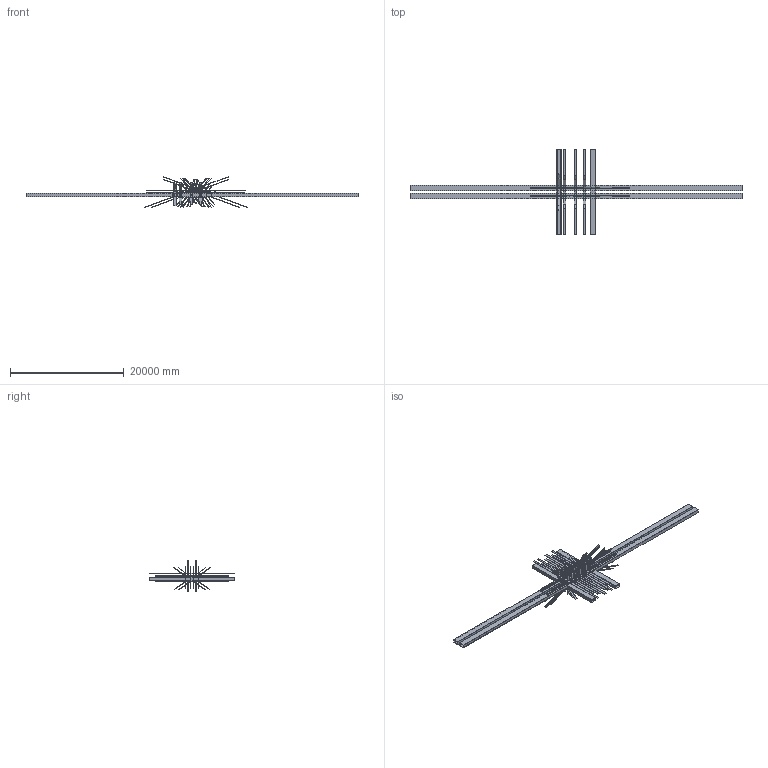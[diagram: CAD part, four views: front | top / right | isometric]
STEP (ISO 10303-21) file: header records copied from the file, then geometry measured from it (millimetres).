
FILE_DESCRIPTION(('FreeCAD Model'),'2;1');
FILE_NAME('Hcradle.step','2020-09-30T13:08:24',('Author'),(''), 'Open CASCADE STEP processor 7.4','FreeCAD','Unknown');
FILE_SCHEMA(('AUTOMOTIVE_DESIGN { 1 0 10303 214 1 1 1 1 }'));
Length unit declared in the file: millimetre
Products named in the file (41): Hcradle; cradleLbase; subtraction_cradleLbase0x1; cradleSbase; subtraction_cradleSbase0x1; inclinedbar; subtraction_inclinedbar0x1; horizontalbar; subtraction_horizontalbar0x1; bar4; subtraction_bar40x1; bar5; subtraction_bar50x1; bar6; subtraction_bar60x1; bar7; subtraction_bar70x1; bar8; subtraction_bar80x1; bar9; subtraction_bar90x1; bar10; subtraction_bar100x1; bar11; subtraction_bar110x1; bar12; subtraction_bar120x1; bar13; subtraction_bar130x1; Hvboxlast; bar14top; subtraction_bar14top0x1; bar14vert; subtraction_bar14vert0x1; bar14incllast; subtraction_bar14incllast0x1; Hvbox; bar14incl; subtraction_bar14incl0x1; bar14bot ...
Assembly tree (66 placements, depth 4):
  Hcradle
    cradleLbase  x2
      subtraction_cradleLbase0x1
    cradleSbase  x2
      subtraction_cradleSbase0x1
    inclinedbar  x4
      subtraction_inclinedbar0x1
    horizontalbar  x2
      subtraction_horizontalbar0x1
    bar4  x2
      subtraction_bar40x1
    bar5  x2
      subtraction_bar50x1
    bar6  x2
      subtraction_bar60x1
    bar7  x2
      subtraction_bar70x1
    bar8  x2
      subtraction_bar80x1
    bar9  x2
      subtraction_bar90x1
    bar10  x2
      subtraction_bar100x1
    bar11  x2
      subtraction_bar110x1
    bar12  x2
      subtraction_bar120x1
    bar13  x2
      subtraction_bar130x1
    Hvboxlast
      bar14top
        subtraction_bar14top0x1
      bar14vert  x2
        subtraction_bar14vert0x1
      bar14incllast  x2
        subtraction_bar14incllast0x1
    Hvbox  x3
      bar14top
        subtraction_bar14top0x1
      bar14vert
        subtraction_bar14vert0x1
      bar14incl
        subtraction_bar14incl0x1
    bar14bot  x3
      subtraction_bar14bot0x1
Bounding box: 58370 x 14880 x 5363.93 mm (x, y, z)
Volume: 51676272000 mm3; surface area: 1323498460.8 mm2
Topology: 102 solids, 102 shells, 628 faces, 1272 edges, 848 vertices
Faces by surface type: plane 628
Entity records: 12579 total; most frequent: CARTESIAN_POINT 2273, DIRECTION 1640, LINE 1058, VECTOR 1058, ORIENTED_EDGE 912, PCURVE 912, DEFINITIONAL_REPRESENTATION 912, EDGE_CURVE 456
